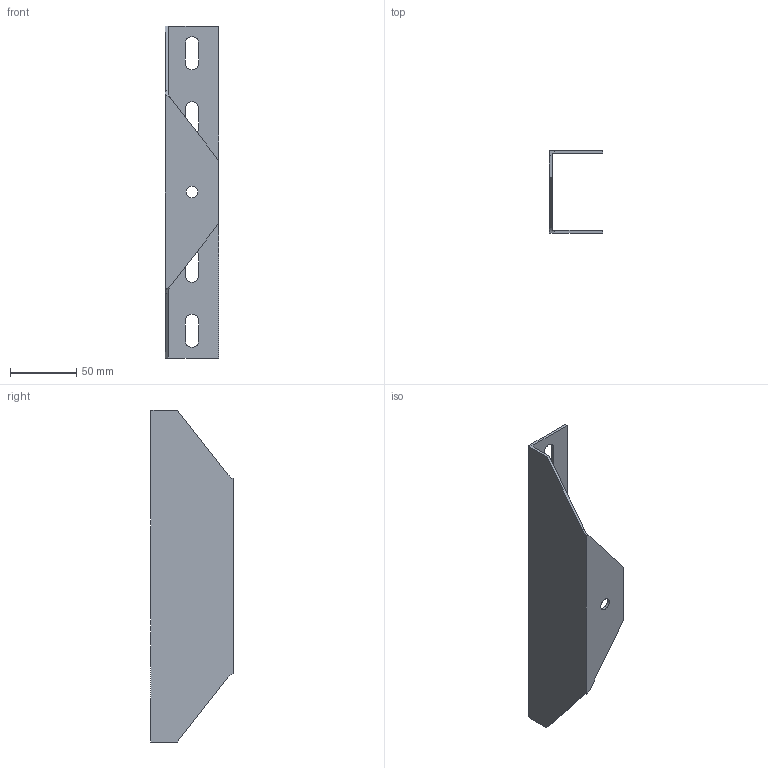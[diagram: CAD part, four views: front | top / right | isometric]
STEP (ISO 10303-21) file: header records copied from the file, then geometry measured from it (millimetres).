
FILE_DESCRIPTION(/* description */ (''),/* implementation_level */ '2;1');
FILE_NAME(/* name */ 'TSM200.ipt.stp',/* time_stamp */ '2023-05-17T16:46:25+03:00',/* author */ ('Ртищев А.О.'),/* organization */ (''),/* preprocessor_version */ 'ST-DEVELOPER v19.2',/* originating_system */ 'Autodesk Inventor 2023',/* authorisation */ '');
FILE_SCHEMA (('AUTOMOTIVE_DESIGN { 1 0 10303 214 3 1 1 }'));
Length unit declared in the file: millimetre
Products named in the file (1): Траверса для 
шпильки 200 мм
Bounding box: 40 x 62 x 250 mm (x, y, z)
Volume: 50749.3 mm3; surface area: 52700 mm2
Topology: 1 solids, 1 shells, 38 faces, 112 edges, 76 vertices
Faces by surface type: plane 26, cylinder 10, bspline 2
Full cylindrical faces by diameter (mm): 9 x2
Entity records: 1474 total; most frequent: CARTESIAN_POINT 341, ORIENTED_EDGE 224, DIRECTION 198, EDGE_CURVE 112, LINE 84, VECTOR 84, VERTEX_POINT 76, AXIS2_PLACEMENT_3D 57
